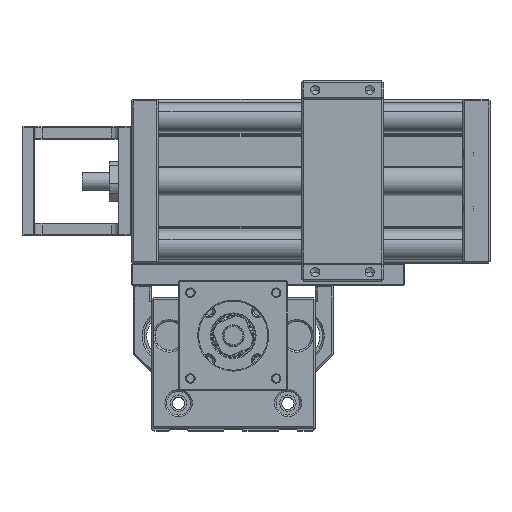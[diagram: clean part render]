
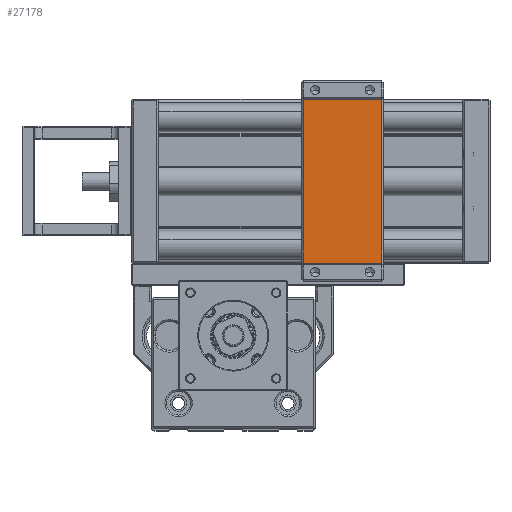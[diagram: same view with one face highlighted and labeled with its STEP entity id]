
A CAD part, top view. The second image highlights one B-rep face of the part: STEP entity #27178.
In plain terms, the highlighted face is planar.
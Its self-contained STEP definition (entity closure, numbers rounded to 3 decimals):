
#1390 = ORIENTED_EDGE ( 'NONE', *, *, #30952, .T. ) ;
#2016 = LINE ( 'NONE', #25965, #25817 ) ;
#2115 = DIRECTION ( 'NONE',  ( 1., 0., 0. ) ) ;
#2119 = DIRECTION ( 'NONE',  ( 0., 0., -1. ) ) ;
#2294 = CARTESIAN_POINT ( 'NONE',  ( -45., 20., 21.5 ) ) ;
#2853 = CARTESIAN_POINT ( 'NONE',  ( -45., 20., 21.5 ) ) ;
#4293 = EDGE_CURVE ( 'NONE', #17931, #24994, #13100, .T. ) ;
#5309 = DIRECTION ( 'NONE',  ( 0., -1., 0. ) ) ;
#5536 = CARTESIAN_POINT ( 'NONE',  ( -45., 20., 22.5 ) ) ;
#6955 = DIRECTION ( 'NONE',  ( -1., 0., 0. ) ) ;
#8035 = EDGE_LOOP ( 'NONE', ( #25224, #34411, #27120, #1390 ) ) ;
#8137 = PLANE ( 'NONE',  #15781 ) ;
#9227 = VERTEX_POINT ( 'NONE', #25487 ) ;
#9336 = CARTESIAN_POINT ( 'NONE',  ( 45., 20., -21.5 ) ) ;
#13057 = VECTOR ( 'NONE', #6955, 1000. ) ;
#13100 = LINE ( 'NONE', #2294, #28526 ) ;
#14378 = LINE ( 'NONE', #5536, #27831 ) ;
#15256 = VERTEX_POINT ( 'NONE', #9336 ) ;
#15601 = FACE_OUTER_BOUND ( 'NONE', #8035, .T. ) ;
#15781 = AXIS2_PLACEMENT_3D ( 'NONE', #20933, #5309, #2119 ) ;
#17931 = VERTEX_POINT ( 'NONE', #2853 ) ;
#20466 = LINE ( 'NONE', #31288, #13057 ) ;
#20933 = CARTESIAN_POINT ( 'NONE',  ( -45., 20., 22.5 ) ) ;
#23025 = EDGE_CURVE ( 'NONE', #24994, #15256, #2016, .T. ) ;
#23662 = DIRECTION ( 'NONE',  ( 0., 0., -1. ) ) ;
#24694 = DIRECTION ( 'NONE',  ( 0., 0., -1. ) ) ;
#24994 = VERTEX_POINT ( 'NONE', #26875 ) ;
#25224 = ORIENTED_EDGE ( 'NONE', *, *, #32565, .F. ) ;
#25487 = CARTESIAN_POINT ( 'NONE',  ( -45., 20., -21.5 ) ) ;
#25817 = VECTOR ( 'NONE', #23662, 1000. ) ;
#25965 = CARTESIAN_POINT ( 'NONE',  ( 45., 20., 22.5 ) ) ;
#26875 = CARTESIAN_POINT ( 'NONE',  ( 45., 20., 21.5 ) ) ;
#27120 = ORIENTED_EDGE ( 'NONE', *, *, #23025, .T. ) ;
#27178 = ADVANCED_FACE ( 'NONE', ( #15601 ), #8137, .F. ) ;
#27831 = VECTOR ( 'NONE', #24694, 1000. ) ;
#28526 = VECTOR ( 'NONE', #2115, 1000. ) ;
#30952 = EDGE_CURVE ( 'NONE', #15256, #9227, #20466, .T. ) ;
#31288 = CARTESIAN_POINT ( 'NONE',  ( -45., 20., -21.5 ) ) ;
#32565 = EDGE_CURVE ( 'NONE', #17931, #9227, #14378, .T. ) ;
#34411 = ORIENTED_EDGE ( 'NONE', *, *, #4293, .T. ) ;
